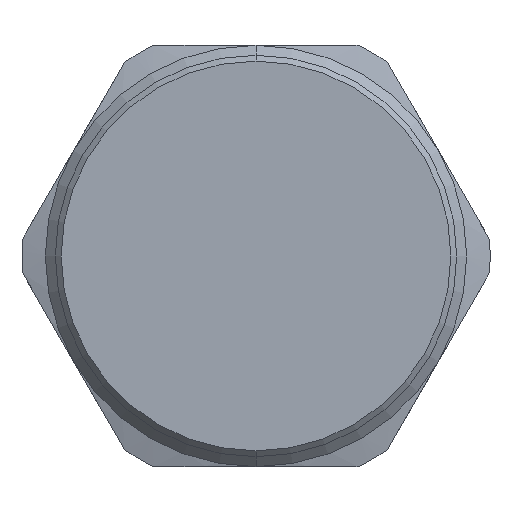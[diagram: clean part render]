
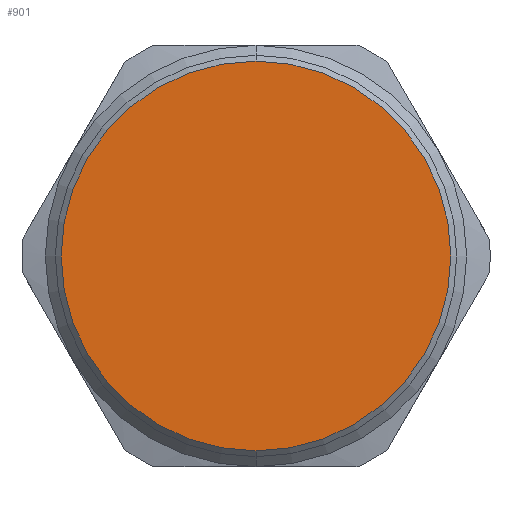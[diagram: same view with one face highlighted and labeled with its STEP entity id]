
A CAD part, front view. The second image highlights one B-rep face of the part: STEP entity #901.
In plain terms, the highlighted planar face has unit normal (0, -1, 0).
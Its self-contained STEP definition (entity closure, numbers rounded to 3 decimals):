
#140 = ORIENTED_EDGE ( 'NONE', *, *, #172, .T. ) ;
#141 = EDGE_CURVE ( 'NONE', #166, #167, #1159, .T. ) ;
#143 = ORIENTED_EDGE ( 'NONE', *, *, #141, .T. ) ;
#144 = EDGE_LOOP ( 'NONE', ( #143, #140 ) ) ;
#166 = VERTEX_POINT ( 'NONE', #1233 ) ;
#167 = VERTEX_POINT ( 'NONE', #1232 ) ;
#172 = EDGE_CURVE ( 'NONE', #167, #166, #1229, .T. ) ;
#696 = DIRECTION ( 'NONE',  ( 0., 0., 1. ) ) ;
#697 = DIRECTION ( 'NONE',  ( 0., 1., 0. ) ) ;
#698 = CARTESIAN_POINT ( 'NONE',  ( 0., -42., 0. ) ) ;
#699 = AXIS2_PLACEMENT_3D ( 'NONE', #698, #697, #696 ) ;
#700 = FACE_OUTER_BOUND ( 'NONE', #144, .T. ) ;
#706 = PLANE ( 'NONE',  #699 ) ;
#901 = ADVANCED_FACE ( 'NONE', ( #700 ), #706, .F. ) ;
#1156 = DIRECTION ( 'NONE',  ( 0., 0., 1. ) ) ;
#1157 = DIRECTION ( 'NONE',  ( 0., -1., 0. ) ) ;
#1158 = AXIS2_PLACEMENT_3D ( 'NONE', #1165, #1157, #1156 ) ;
#1159 = CIRCLE ( 'NONE', #1158, 16.65 ) ;
#1165 = CARTESIAN_POINT ( 'NONE',  ( 0., -42., 0. ) ) ;
#1225 = DIRECTION ( 'NONE',  ( 0., 0., 1. ) ) ;
#1226 = DIRECTION ( 'NONE',  ( 0., -1., 0. ) ) ;
#1227 = CARTESIAN_POINT ( 'NONE',  ( 0., -42., 0. ) ) ;
#1228 = AXIS2_PLACEMENT_3D ( 'NONE', #1227, #1226, #1225 ) ;
#1229 = CIRCLE ( 'NONE', #1228, 16.65 ) ;
#1232 = CARTESIAN_POINT ( 'NONE',  ( 0., -42., -16.65 ) ) ;
#1233 = CARTESIAN_POINT ( 'NONE',  ( 0., -42., 16.65 ) ) ;
